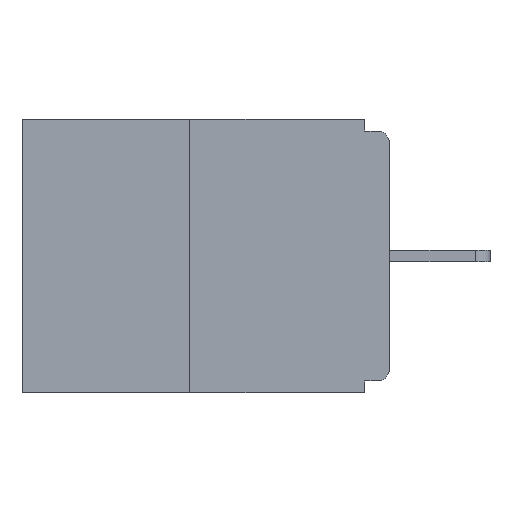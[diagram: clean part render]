
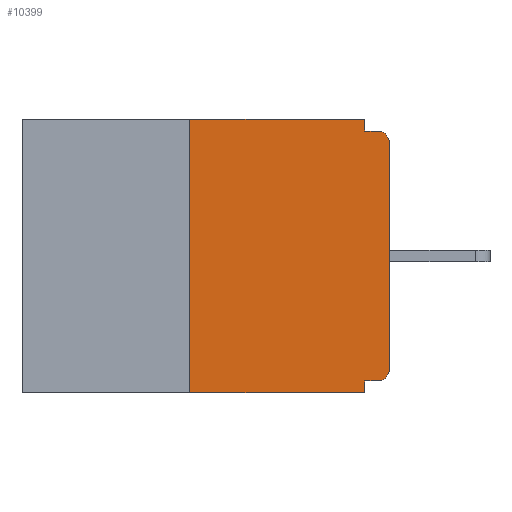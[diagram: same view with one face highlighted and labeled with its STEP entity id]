
A CAD part, left-side view. The second image highlights one B-rep face of the part: STEP entity #10399.
In plain terms, the highlighted planar face has unit normal (-1, 0, 0).
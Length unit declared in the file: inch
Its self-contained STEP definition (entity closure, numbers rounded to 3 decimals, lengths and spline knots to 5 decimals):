
#10 = ORIENTED_EDGE ( 'NONE', *, *, #8575, .F. ) ;
#67 = ORIENTED_EDGE ( 'NONE', *, *, #8634, .T. ) ;
#141 = PLANE ( 'NONE',  #6714 ) ;
#223 = DIRECTION ( 'NONE',  ( 0., 0., -1. ) ) ;
#258 = ORIENTED_EDGE ( 'NONE', *, *, #8912, .F. ) ;
#273 = CARTESIAN_POINT ( 'NONE',  ( 0., 0.031, 0. ) ) ;
#348 = ORIENTED_EDGE ( 'NONE', *, *, #8530, .F. ) ;
#498 = AXIS2_PLACEMENT_3D ( 'NONE', #2570, #8900, #3537 ) ;
#807 = CARTESIAN_POINT ( 'NONE',  ( 0., 0.25, -0.343 ) ) ;
#825 = ORIENTED_EDGE ( 'NONE', *, *, #9435, .T. ) ;
#888 = VERTEX_POINT ( 'NONE', #5392 ) ;
#1190 = DIRECTION ( 'NONE',  ( 1., 0., 0. ) ) ;
#1399 = ORIENTED_EDGE ( 'NONE', *, *, #7496, .T. ) ;
#1423 = CARTESIAN_POINT ( 'NONE',  ( 0., 0.25, 0. ) ) ;
#1676 = CARTESIAN_POINT ( 'NONE',  ( 0., 0.031, -0.343 ) ) ;
#1686 = DIRECTION ( 'NONE',  ( 0., 0., -1. ) ) ;
#1979 = VERTEX_POINT ( 'NONE', #4971 ) ;
#2333 = ORIENTED_EDGE ( 'NONE', *, *, #9629, .T. ) ;
#2455 = ORIENTED_EDGE ( 'NONE', *, *, #9160, .F. ) ;
#2471 = FACE_OUTER_BOUND ( 'NONE', #8067, .T. ) ;
#2570 = CARTESIAN_POINT ( 'NONE',  ( 0., 0.015, -0.313 ) ) ;
#3059 = CARTESIAN_POINT ( 'NONE',  ( 0., 0.031, 0. ) ) ;
#3439 = LINE ( 'NONE', #11319, #8243 ) ;
#3537 = DIRECTION ( 'NONE',  ( 0., 0., -1. ) ) ;
#3659 = DIRECTION ( 'NONE',  ( 0., -1., 0. ) ) ;
#3864 = LINE ( 'NONE', #273, #5730 ) ;
#3919 = CARTESIAN_POINT ( 'NONE',  ( 0., 0.46, 0. ) ) ;
#4034 = CARTESIAN_POINT ( 'NONE',  ( 0., 0.015, -0.015 ) ) ;
#4044 = VECTOR ( 'NONE', #5333, 39.37008 ) ;
#4257 = DIRECTION ( 'NONE',  ( 0., -1., 0. ) ) ;
#4284 = CARTESIAN_POINT ( 'NONE',  ( 0., 0.46, -0.343 ) ) ;
#4571 = VECTOR ( 'NONE', #5866, 39.37008 ) ;
#4640 = ORIENTED_EDGE ( 'NONE', *, *, #9051, .F. ) ;
#4743 = CARTESIAN_POINT ( 'NONE',  ( 0., 0.015, -0.328 ) ) ;
#4756 = CIRCLE ( 'NONE', #498, 0.015 ) ;
#4971 = CARTESIAN_POINT ( 'NONE',  ( 0., 0.031, -0.328 ) ) ;
#5325 = VECTOR ( 'NONE', #4257, 39.37008 ) ;
#5333 = DIRECTION ( 'NONE',  ( 0., 0., 1. ) ) ;
#5392 = CARTESIAN_POINT ( 'NONE',  ( 0., 0., -0.03 ) ) ;
#5500 = CARTESIAN_POINT ( 'NONE',  ( 0., 0.25, 0. ) ) ;
#5606 = LINE ( 'NONE', #4284, #5325 ) ;
#5730 = VECTOR ( 'NONE', #223, 39.37008 ) ;
#5762 = CARTESIAN_POINT ( 'NONE',  ( 0., 0.015, -0.03 ) ) ;
#5801 = VERTEX_POINT ( 'NONE', #9687 ) ;
#5853 = DIRECTION ( 'NONE',  ( 0., 1., 0. ) ) ;
#5866 = DIRECTION ( 'NONE',  ( 0., 0., 1. ) ) ;
#6025 = CARTESIAN_POINT ( 'NONE',  ( 0., 0., -0.328 ) ) ;
#6028 = CARTESIAN_POINT ( 'NONE',  ( 0., 0.031, -0.015 ) ) ;
#6059 = CARTESIAN_POINT ( 'NONE',  ( 0., 0., 0. ) ) ;
#6182 = LINE ( 'NONE', #1676, #8252 ) ;
#6317 = VECTOR ( 'NONE', #3659, 39.37008 ) ;
#6607 = LINE ( 'NONE', #3919, #6317 ) ;
#6681 = DIRECTION ( 'NONE',  ( 0., 0., -1. ) ) ;
#6714 = AXIS2_PLACEMENT_3D ( 'NONE', #10986, #1190, #7733 ) ;
#6759 = LINE ( 'NONE', #5500, #4044 ) ;
#6942 = LINE ( 'NONE', #6059, #4571 ) ;
#7020 = VECTOR ( 'NONE', #5853, 39.37008 ) ;
#7205 = VERTEX_POINT ( 'NONE', #807 ) ;
#7496 = EDGE_CURVE ( 'NONE', #5801, #888, #6942, .T. ) ;
#7659 = CIRCLE ( 'NONE', #8882, 0.015 ) ;
#7733 = DIRECTION ( 'NONE',  ( 0., 0., -1. ) ) ;
#8067 = EDGE_LOOP ( 'NONE', ( #10959, #10, #67, #258, #348, #825, #1399, #2333, #2455, #4640 ) ) ;
#8243 = VECTOR ( 'NONE', #11148, 39.37008 ) ;
#8252 = VECTOR ( 'NONE', #1686, 39.37008 ) ;
#8530 = EDGE_CURVE ( 'NONE', #11178, #1979, #9385, .T. ) ;
#8575 = EDGE_CURVE ( 'NONE', #7205, #10692, #6759, .T. ) ;
#8634 = EDGE_CURVE ( 'NONE', #7205, #9929, #5606, .T. ) ;
#8704 = EDGE_CURVE ( 'NONE', #10692, #10216, #6607, .T. ) ;
#8882 = AXIS2_PLACEMENT_3D ( 'NONE', #5762, #11397, #6681 ) ;
#8900 = DIRECTION ( 'NONE',  ( -1., 0., 0. ) ) ;
#8912 = EDGE_CURVE ( 'NONE', #1979, #9929, #6182, .T. ) ;
#9051 = EDGE_CURVE ( 'NONE', #10216, #9251, #3864, .T. ) ;
#9160 = EDGE_CURVE ( 'NONE', #9251, #10249, #3439, .T. ) ;
#9251 = VERTEX_POINT ( 'NONE', #6028 ) ;
#9385 = LINE ( 'NONE', #6025, #7020 ) ;
#9435 = EDGE_CURVE ( 'NONE', #11178, #5801, #4756, .T. ) ;
#9629 = EDGE_CURVE ( 'NONE', #888, #10249, #7659, .T. ) ;
#9687 = CARTESIAN_POINT ( 'NONE',  ( 0., 0., -0.313 ) ) ;
#9929 = VERTEX_POINT ( 'NONE', #11229 ) ;
#10216 = VERTEX_POINT ( 'NONE', #3059 ) ;
#10249 = VERTEX_POINT ( 'NONE', #4034 ) ;
#10399 = ADVANCED_FACE ( 'NONE', ( #2471 ), #141, .F. ) ;
#10692 = VERTEX_POINT ( 'NONE', #1423 ) ;
#10959 = ORIENTED_EDGE ( 'NONE', *, *, #8704, .F. ) ;
#10986 = CARTESIAN_POINT ( 'NONE',  ( 0., 0.46, 0. ) ) ;
#11148 = DIRECTION ( 'NONE',  ( 0., -1., 0. ) ) ;
#11178 = VERTEX_POINT ( 'NONE', #4743 ) ;
#11229 = CARTESIAN_POINT ( 'NONE',  ( 0., 0.031, -0.343 ) ) ;
#11319 = CARTESIAN_POINT ( 'NONE',  ( 0., 0., -0.015 ) ) ;
#11397 = DIRECTION ( 'NONE',  ( -1., 0., 0. ) ) ;
